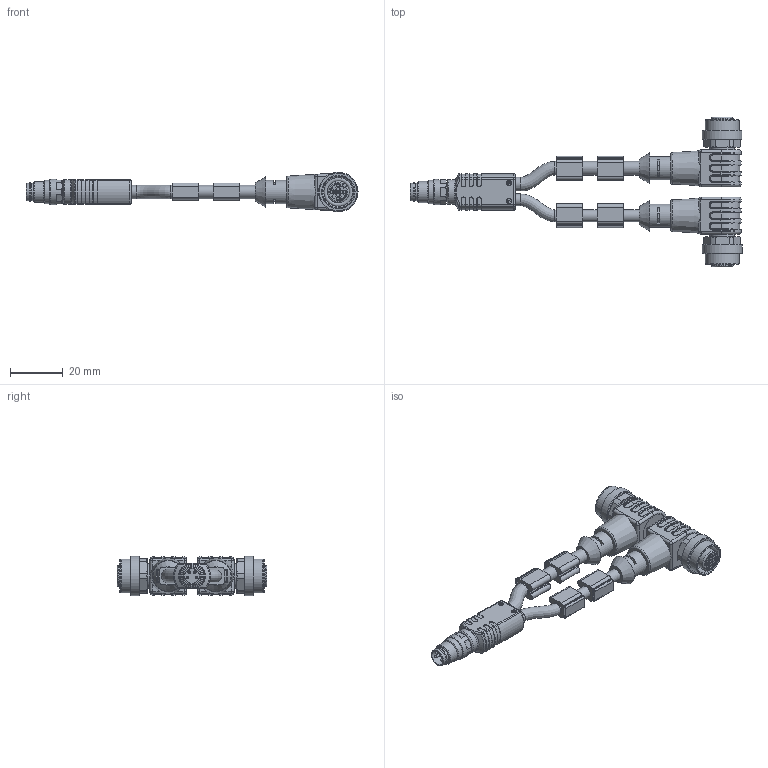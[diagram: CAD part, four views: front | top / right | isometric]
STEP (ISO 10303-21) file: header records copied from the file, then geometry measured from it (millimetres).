
FILE_DESCRIPTION(/* description */ (''),/* implementation_level */ '2;1');
FILE_NAME(/* name */ 'YK-FS4M8_2AL-WWAK3P2_stp.stp',/* time_stamp */ '2016-11-11T14:15:13+01:00',/* author */ (''),/* organization */ (''),/* preprocessor_version */ 'ST-DEVELOPER v16',/* originating_system */ 'SIEMENS PLM Software NX 10.0',/* authorisation */ '');
FILE_SCHEMA (('AUTOMOTIVE_DESIGN { 1 0 10303 214 3 1 1 1 }'));
Length unit declared in the file: millimetre
Products named in the file (1): 5027227__Umspritzung_part_291443
Bounding box: 126 x 56.8 x 15 mm (x, y, z)
Volume: 18954.7 mm3; surface area: 11134.8 mm2
Topology: 1 solids, 1 shells, 1007 faces, 2529 edges, 1589 vertices
Faces by surface type: cylinder 368, plane 351, torus 95, extrusion 92, bspline 46, cone 39, sphere 16
Full cylindrical faces by diameter (mm): 1 x4, 1.15 x8, 1.5 x8, 2 x4, 4.5 x4, 5.2 x4, 5.8 x1, 5.9 x1, 6.5 x1, 6.9 x1, 8 x1, 8.8 x3, 9.3 x2, 9.4 x1, 9.6 x1, 10.95 x2, 11.8 x2, 12.3 x2, 12.8 x2, 15 x2
Entity records: 33866 total; most frequent: CARTESIAN_POINT 10448, DIRECTION 4820, ORIENTED_EDGE 4768, EDGE_CURVE 2384, AXIS2_PLACEMENT_3D 1794, VERTEX_POINT 1552, VECTOR 1232, EDGE_LOOP 1192
